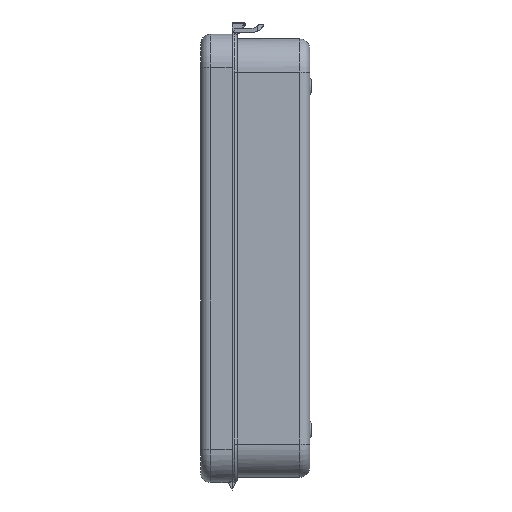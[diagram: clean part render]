
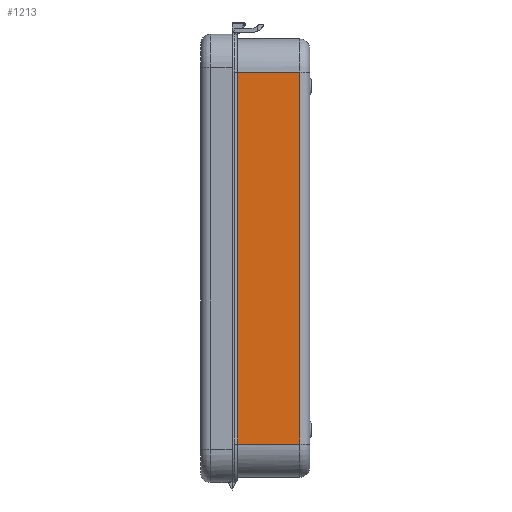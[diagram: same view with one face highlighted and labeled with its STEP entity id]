
A CAD part, left-side view. The second image highlights one B-rep face of the part: STEP entity #1213.
In plain terms, the highlighted planar face has unit normal (-1, 0, 0).
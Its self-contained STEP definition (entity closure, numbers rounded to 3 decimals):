
#44 = CARTESIAN_POINT ( 'NONE',  ( -66., 0., -56. ) ) ;
#105 = CARTESIAN_POINT ( 'NONE',  ( -66., -5.7, -56. ) ) ;
#647 = AXIS2_PLACEMENT_3D ( 'NONE', #4120, #6095, #4215 ) ;
#680 = ORIENTED_EDGE ( 'NONE', *, *, #4860, .T. ) ;
#865 = VERTEX_POINT ( 'NONE', #105 ) ;
#986 = DIRECTION ( 'NONE',  ( 0., 1., 0. ) ) ;
#1122 = EDGE_CURVE ( 'NONE', #865, #7301, #7955, .T. ) ;
#1168 = CARTESIAN_POINT ( 'NONE',  ( -66., -24.5, -56. ) ) ;
#1213 = ADVANCED_FACE ( 'NONE', ( #8274 ), #7534, .F. ) ;
#1266 = DIRECTION ( 'NONE',  ( 0., 0., 1. ) ) ;
#1448 = LINE ( 'NONE', #7208, #8695 ) ;
#1787 = DIRECTION ( 'NONE',  ( 0., 0., 1. ) ) ;
#2815 = VECTOR ( 'NONE', #1787, 1000. ) ;
#3229 = ORIENTED_EDGE ( 'NONE', *, *, #3771, .T. ) ;
#3771 = EDGE_CURVE ( 'NONE', #7707, #5548, #3974, .T. ) ;
#3974 = LINE ( 'NONE', #4681, #6695 ) ;
#4120 = CARTESIAN_POINT ( 'NONE',  ( -66., 0., 0. ) ) ;
#4215 = DIRECTION ( 'NONE',  ( 0., 1., 0. ) ) ;
#4287 = CARTESIAN_POINT ( 'NONE',  ( -66., -24.5, 56. ) ) ;
#4673 = ORIENTED_EDGE ( 'NONE', *, *, #5257, .T. ) ;
#4681 = CARTESIAN_POINT ( 'NONE',  ( -66., -24.5, 56. ) ) ;
#4860 = EDGE_CURVE ( 'NONE', #865, #7707, #6235, .T. ) ;
#5257 = EDGE_CURVE ( 'NONE', #5548, #7301, #1448, .T. ) ;
#5548 = VERTEX_POINT ( 'NONE', #4287 ) ;
#6095 = DIRECTION ( 'NONE',  ( 1., 0., 0. ) ) ;
#6229 = EDGE_LOOP ( 'NONE', ( #4673, #8886, #680, #3229 ) ) ;
#6235 = LINE ( 'NONE', #44, #8621 ) ;
#6695 = VECTOR ( 'NONE', #1266, 1000. ) ;
#6868 = DIRECTION ( 'NONE',  ( 0., -1., 0. ) ) ;
#7208 = CARTESIAN_POINT ( 'NONE',  ( -66., 0., 56. ) ) ;
#7301 = VERTEX_POINT ( 'NONE', #7529 ) ;
#7529 = CARTESIAN_POINT ( 'NONE',  ( -66., -5.7, 56. ) ) ;
#7534 = PLANE ( 'NONE',  #647 ) ;
#7707 = VERTEX_POINT ( 'NONE', #1168 ) ;
#7955 = LINE ( 'NONE', #8764, #2815 ) ;
#8274 = FACE_OUTER_BOUND ( 'NONE', #6229, .T. ) ;
#8621 = VECTOR ( 'NONE', #6868, 1000. ) ;
#8695 = VECTOR ( 'NONE', #986, 1000. ) ;
#8764 = CARTESIAN_POINT ( 'NONE',  ( -66., -5.7, -56. ) ) ;
#8886 = ORIENTED_EDGE ( 'NONE', *, *, #1122, .F. ) ;
